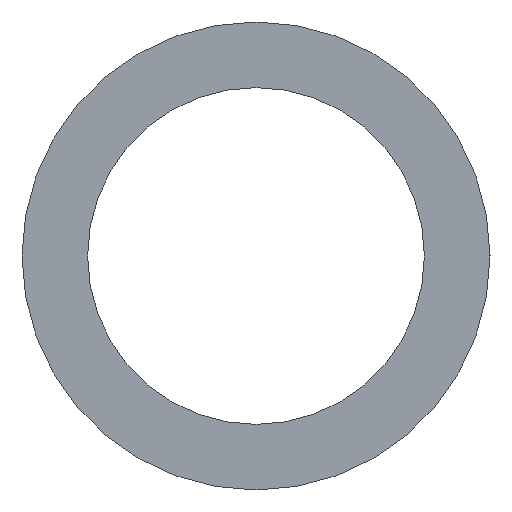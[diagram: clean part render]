
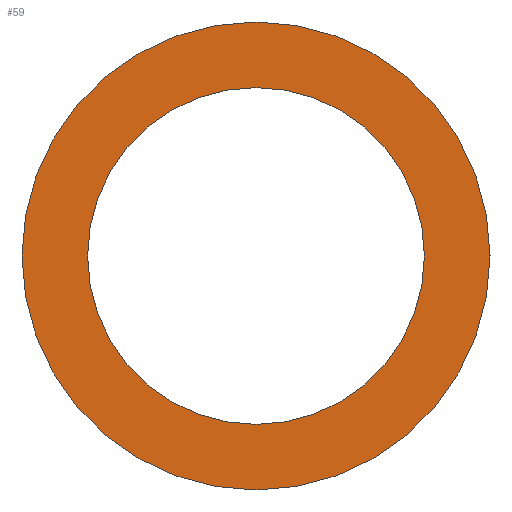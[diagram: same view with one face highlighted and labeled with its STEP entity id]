
A CAD part, left-side view. The second image highlights one B-rep face of the part: STEP entity #59.
In plain terms, the highlighted planar face has unit normal (-1, 0, 0).
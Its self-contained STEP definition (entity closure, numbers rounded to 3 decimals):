
#2 = CARTESIAN_POINT ( 'NONE',  ( 0., 0., 0. ) ) ;
#10 = CARTESIAN_POINT ( 'NONE',  ( 0., 0., 3.175 ) ) ;
#12 = DIRECTION ( 'NONE',  ( 1., 0., 0. ) ) ;
#13 = AXIS2_PLACEMENT_3D ( 'NONE', #79, #37, #76 ) ;
#19 = PLANE ( 'NONE',  #154 ) ;
#20 = VERTEX_POINT ( 'NONE', #112 ) ;
#25 = ORIENTED_EDGE ( 'NONE', *, *, #164, .F. ) ;
#27 = DIRECTION ( 'NONE',  ( 0., 0., -1. ) ) ;
#35 = CARTESIAN_POINT ( 'NONE',  ( 0., 0., -2.285 ) ) ;
#37 = DIRECTION ( 'NONE',  ( 1., 0., 0. ) ) ;
#39 = EDGE_LOOP ( 'NONE', ( #99, #110 ) ) ;
#41 = CIRCLE ( 'NONE', #13, 3.175 ) ;
#48 = DIRECTION ( 'NONE',  ( 0., 0., -1. ) ) ;
#49 = CARTESIAN_POINT ( 'NONE',  ( 0., 0., 0. ) ) ;
#58 = CIRCLE ( 'NONE', #121, 2.285 ) ;
#59 = ADVANCED_FACE ( 'NONE', ( #95, #155 ), #19, .F. ) ;
#61 = EDGE_CURVE ( 'NONE', #111, #127, #88, .T. ) ;
#62 = DIRECTION ( 'NONE',  ( 0., 0., -1. ) ) ;
#66 = ORIENTED_EDGE ( 'NONE', *, *, #61, .F. ) ;
#71 = DIRECTION ( 'NONE',  ( 1., 0., 0. ) ) ;
#74 = CIRCLE ( 'NONE', #162, 2.285 ) ;
#76 = DIRECTION ( 'NONE',  ( 0., 0., -1. ) ) ;
#79 = CARTESIAN_POINT ( 'NONE',  ( 0., 0., 0. ) ) ;
#84 = AXIS2_PLACEMENT_3D ( 'NONE', #106, #91, #48 ) ;
#88 = CIRCLE ( 'NONE', #84, 3.175 ) ;
#91 = DIRECTION ( 'NONE',  ( 1., 0., 0. ) ) ;
#95 = FACE_BOUND ( 'NONE', #39, .T. ) ;
#99 = ORIENTED_EDGE ( 'NONE', *, *, #135, .T. ) ;
#105 = DIRECTION ( 'NONE',  ( 0., 0., -1. ) ) ;
#106 = CARTESIAN_POINT ( 'NONE',  ( 0., 0., 0. ) ) ;
#110 = ORIENTED_EDGE ( 'NONE', *, *, #119, .T. ) ;
#111 = VERTEX_POINT ( 'NONE', #180 ) ;
#112 = CARTESIAN_POINT ( 'NONE',  ( 0., 0., 2.285 ) ) ;
#119 = EDGE_CURVE ( 'NONE', #20, #178, #58, .T. ) ;
#121 = AXIS2_PLACEMENT_3D ( 'NONE', #49, #133, #27 ) ;
#127 = VERTEX_POINT ( 'NONE', #10 ) ;
#133 = DIRECTION ( 'NONE',  ( 1., 0., 0. ) ) ;
#135 = EDGE_CURVE ( 'NONE', #178, #20, #74, .T. ) ;
#148 = CARTESIAN_POINT ( 'NONE',  ( 0., 0., 0. ) ) ;
#154 = AXIS2_PLACEMENT_3D ( 'NONE', #2, #12, #62 ) ;
#155 = FACE_OUTER_BOUND ( 'NONE', #194, .T. ) ;
#162 = AXIS2_PLACEMENT_3D ( 'NONE', #148, #71, #105 ) ;
#164 = EDGE_CURVE ( 'NONE', #127, #111, #41, .T. ) ;
#178 = VERTEX_POINT ( 'NONE', #35 ) ;
#180 = CARTESIAN_POINT ( 'NONE',  ( 0., 0., -3.175 ) ) ;
#194 = EDGE_LOOP ( 'NONE', ( #66, #25 ) ) ;
